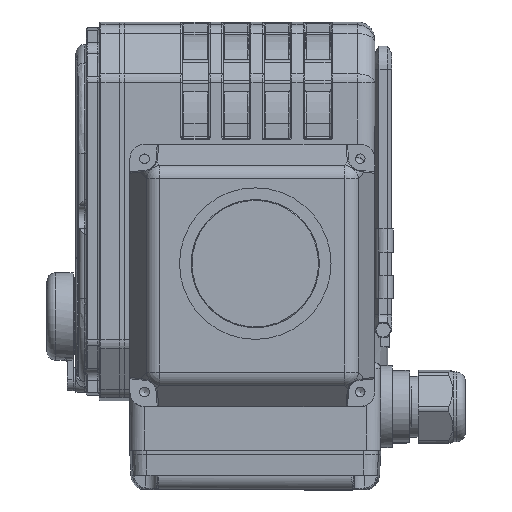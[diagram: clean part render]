
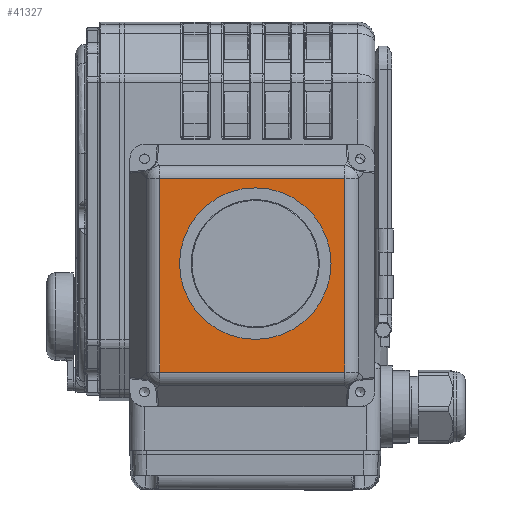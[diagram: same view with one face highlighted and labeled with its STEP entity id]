
A CAD part, top view. The second image highlights one B-rep face of the part: STEP entity #41327.
In plain terms, the highlighted face is planar.
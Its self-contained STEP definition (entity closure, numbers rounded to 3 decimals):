
#1501=PLANE('',#44766);
#3425=CIRCLE('',#44767,26.);
#11282=ORIENTED_EDGE('',*,*,#19693,.F.);
#11283=ORIENTED_EDGE('',*,*,#19666,.T.);
#11284=ORIENTED_EDGE('',*,*,#19678,.T.);
#11285=ORIENTED_EDGE('',*,*,#19680,.F.);
#11286=ORIENTED_EDGE('',*,*,#19677,.F.);
#19666=EDGE_CURVE('',#24379,#24384,#27992,.T.);
#19677=EDGE_CURVE('',#24379,#24376,#28003,.T.);
#19678=EDGE_CURVE('',#24384,#24375,#28004,.T.);
#19680=EDGE_CURVE('',#24376,#24375,#28006,.T.);
#19693=EDGE_CURVE('',#24402,#24402,#3425,.T.);
#24375=VERTEX_POINT('',#72748);
#24376=VERTEX_POINT('',#72752);
#24379=VERTEX_POINT('',#72762);
#24384=VERTEX_POINT('',#72778);
#24402=VERTEX_POINT('',#72882);
#27992=LINE('',#72829,#31086);
#28003=LINE('',#72849,#31097);
#28004=LINE('',#72851,#31098);
#28006=LINE('',#72854,#31100);
#31086=VECTOR('',#53408,1000.);
#31097=VECTOR('',#53429,1000.);
#31098=VECTOR('',#53432,1000.);
#31100=VECTOR('',#53436,1000.);
#33800=EDGE_LOOP('',(#11282));
#33801=EDGE_LOOP('',(#11283,#11284,#11285,#11286));
#36687=FACE_BOUND('',#33800,.T.);
#36688=FACE_BOUND('',#33801,.T.);
#41327=ADVANCED_FACE('',(#36687,#36688),#1501,.F.);
#44766=AXIS2_PLACEMENT_3D('',#72880,#53471,#53472);
#44767=AXIS2_PLACEMENT_3D('',#72881,#53473,#53474);
#53408=DIRECTION('',(0.,0.,-1.));
#53429=DIRECTION('',(-1.,0.,0.));
#53432=DIRECTION('',(-1.,0.,0.));
#53436=DIRECTION('',(0.,0.,-1.));
#53471=DIRECTION('',(0.,-1.,0.));
#53472=DIRECTION('',(0.,0.,-1.));
#53473=DIRECTION('',(0.,1.,0.));
#53474=DIRECTION('',(0.,0.,-1.));
#72748=CARTESIAN_POINT('',(-33.188,25.5,-31.766));
#72752=CARTESIAN_POINT('',(-33.188,25.5,31.766));
#72762=CARTESIAN_POINT('',(33.188,25.5,31.766));
#72778=CARTESIAN_POINT('',(33.188,25.5,-31.766));
#72829=CARTESIAN_POINT('',(33.188,25.5,60.));
#72849=CARTESIAN_POINT('',(60.,25.5,31.766));
#72851=CARTESIAN_POINT('',(60.,25.5,-31.766));
#72854=CARTESIAN_POINT('',(-33.188,25.5,60.));
#72880=CARTESIAN_POINT('',(60.,25.5,-31.766));
#72881=CARTESIAN_POINT('',(-4.,25.5,-1.));
#72882=CARTESIAN_POINT('',(-4.,25.5,-27.));
